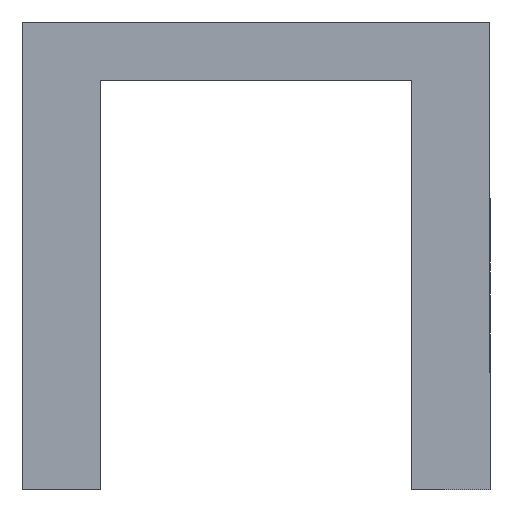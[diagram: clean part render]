
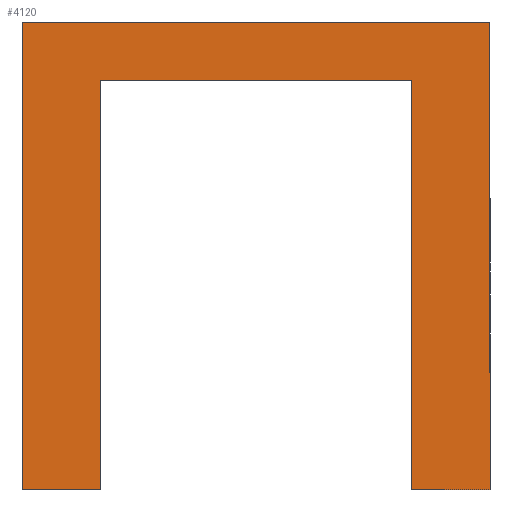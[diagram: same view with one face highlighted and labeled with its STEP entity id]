
A CAD part, front view. The second image highlights one B-rep face of the part: STEP entity #4120.
In plain terms, the highlighted planar face has unit normal (0, -1, 0).
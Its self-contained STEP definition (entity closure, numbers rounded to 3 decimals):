
#161 = CARTESIAN_POINT ( 'NONE',  ( -6., 0., -10.5 ) ) ;
#177 = CARTESIAN_POINT ( 'NONE',  ( -4., 0., 0. ) ) ;
#178 = DIRECTION ( 'NONE',  ( 0., 0., 1. ) ) ;
#339 = CARTESIAN_POINT ( 'NONE',  ( 6., 0., -10.5 ) ) ;
#390 = VERTEX_POINT ( 'NONE', #1311 ) ;
#414 = CARTESIAN_POINT ( 'NONE',  ( 0., 0., 0. ) ) ;
#543 = LINE ( 'NONE', #339, #4884 ) ;
#771 = DIRECTION ( 'NONE',  ( 1., 0., 0. ) ) ;
#831 = VERTEX_POINT ( 'NONE', #840 ) ;
#840 = CARTESIAN_POINT ( 'NONE',  ( 6., 0., 1.5 ) ) ;
#933 = ORIENTED_EDGE ( 'NONE', *, *, #4462, .F. ) ;
#978 = EDGE_CURVE ( 'NONE', #831, #1188, #543, .T. ) ;
#1107 = DIRECTION ( 'NONE',  ( 0., 0., 1. ) ) ;
#1188 = VERTEX_POINT ( 'NONE', #6213 ) ;
#1197 = VERTEX_POINT ( 'NONE', #2605 ) ;
#1240 = ORIENTED_EDGE ( 'NONE', *, *, #5559, .F. ) ;
#1311 = CARTESIAN_POINT ( 'NONE',  ( 4., 0., 0. ) ) ;
#1400 = AXIS2_PLACEMENT_3D ( 'NONE', #414, #4121, #3593 ) ;
#1410 = VECTOR ( 'NONE', #1765, 1000. ) ;
#1511 = LINE ( 'NONE', #161, #1845 ) ;
#1568 = VECTOR ( 'NONE', #1107, 1000. ) ;
#1765 = DIRECTION ( 'NONE',  ( -1., 0., 0. ) ) ;
#1845 = VECTOR ( 'NONE', #178, 1000. ) ;
#1936 = VERTEX_POINT ( 'NONE', #3788 ) ;
#2082 = ORIENTED_EDGE ( 'NONE', *, *, #2551, .F. ) ;
#2120 = CARTESIAN_POINT ( 'NONE',  ( -4., 0., -10.5 ) ) ;
#2237 = VECTOR ( 'NONE', #4344, 1000. ) ;
#2269 = CARTESIAN_POINT ( 'NONE',  ( -4., 0., -10.5 ) ) ;
#2532 = EDGE_CURVE ( 'NONE', #2594, #5690, #5599, .T. ) ;
#2551 = EDGE_CURVE ( 'NONE', #5690, #1197, #6427, .T. ) ;
#2569 = CARTESIAN_POINT ( 'NONE',  ( 4., 0., -10.5 ) ) ;
#2594 = VERTEX_POINT ( 'NONE', #5474 ) ;
#2605 = CARTESIAN_POINT ( 'NONE',  ( -6., 0., -10.5 ) ) ;
#2879 = CARTESIAN_POINT ( 'NONE',  ( -6., 0., 1.5 ) ) ;
#3229 = VECTOR ( 'NONE', #771, 1000. ) ;
#3285 = ORIENTED_EDGE ( 'NONE', *, *, #2532, .F. ) ;
#3530 = PLANE ( 'NONE',  #1400 ) ;
#3593 = DIRECTION ( 'NONE',  ( 0., 0., 1. ) ) ;
#3732 = ORIENTED_EDGE ( 'NONE', *, *, #4905, .F. ) ;
#3788 = CARTESIAN_POINT ( 'NONE',  ( -6., 0., 1.5 ) ) ;
#3829 = CARTESIAN_POINT ( 'NONE',  ( 4., 0., -10.5 ) ) ;
#3983 = ORIENTED_EDGE ( 'NONE', *, *, #6696, .F. ) ;
#4076 = DIRECTION ( 'NONE',  ( -1., 0., 0. ) ) ;
#4120 = ADVANCED_FACE ( 'NONE', ( #4323 ), #3530, .F. ) ;
#4121 = DIRECTION ( 'NONE',  ( 0., 1., 0. ) ) ;
#4170 = DIRECTION ( 'NONE',  ( -1., 0., 0. ) ) ;
#4323 = FACE_OUTER_BOUND ( 'NONE', #4660, .T. ) ;
#4344 = DIRECTION ( 'NONE',  ( 0., 0., -1. ) ) ;
#4462 = EDGE_CURVE ( 'NONE', #1936, #831, #6092, .T. ) ;
#4660 = EDGE_LOOP ( 'NONE', ( #3285, #1240, #3732, #6018, #6745, #933, #3983, #2082 ) ) ;
#4884 = VECTOR ( 'NONE', #6642, 1000. ) ;
#4905 = EDGE_CURVE ( 'NONE', #6691, #390, #5508, .T. ) ;
#5040 = CARTESIAN_POINT ( 'NONE',  ( 4., 0., 0. ) ) ;
#5224 = CARTESIAN_POINT ( 'NONE',  ( 4., 0., 0. ) ) ;
#5237 = VECTOR ( 'NONE', #4076, 1000. ) ;
#5474 = CARTESIAN_POINT ( 'NONE',  ( -4., 0., 0. ) ) ;
#5508 = LINE ( 'NONE', #5224, #1568 ) ;
#5559 = EDGE_CURVE ( 'NONE', #390, #2594, #5662, .T. ) ;
#5599 = LINE ( 'NONE', #177, #2237 ) ;
#5662 = LINE ( 'NONE', #5040, #5237 ) ;
#5690 = VERTEX_POINT ( 'NONE', #2120 ) ;
#5694 = EDGE_CURVE ( 'NONE', #1188, #6691, #6152, .T. ) ;
#5834 = VECTOR ( 'NONE', #4170, 1000. ) ;
#6018 = ORIENTED_EDGE ( 'NONE', *, *, #5694, .F. ) ;
#6092 = LINE ( 'NONE', #2879, #3229 ) ;
#6152 = LINE ( 'NONE', #2569, #5834 ) ;
#6213 = CARTESIAN_POINT ( 'NONE',  ( 6., 0., -10.5 ) ) ;
#6427 = LINE ( 'NONE', #2269, #1410 ) ;
#6642 = DIRECTION ( 'NONE',  ( 0., 0., -1. ) ) ;
#6691 = VERTEX_POINT ( 'NONE', #3829 ) ;
#6696 = EDGE_CURVE ( 'NONE', #1197, #1936, #1511, .T. ) ;
#6745 = ORIENTED_EDGE ( 'NONE', *, *, #978, .F. ) ;
